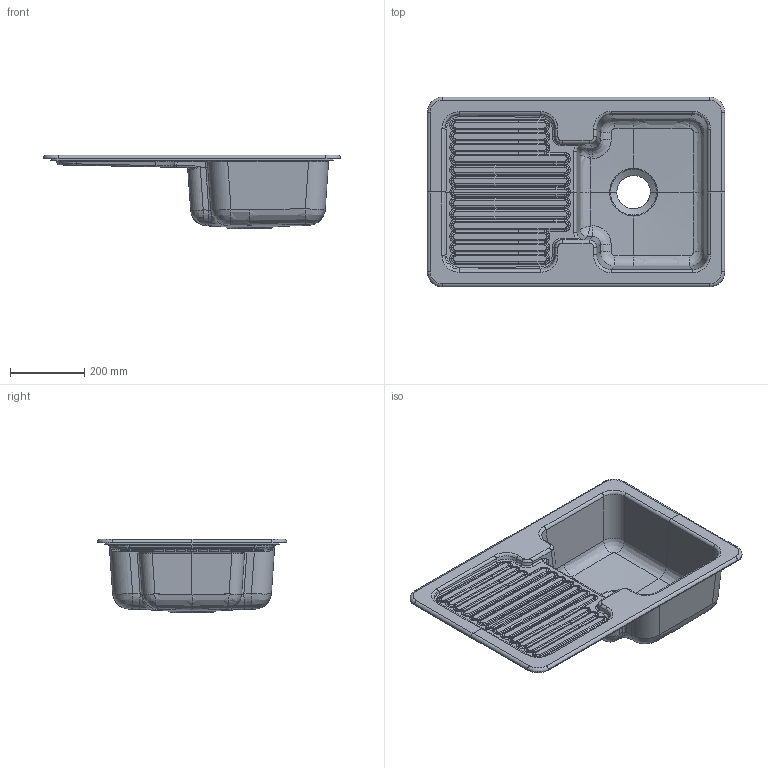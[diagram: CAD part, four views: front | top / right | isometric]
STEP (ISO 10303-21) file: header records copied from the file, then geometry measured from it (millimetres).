
FILE_DESCRIPTION(/* description */ (''),/* implementation_level */ '2;1');
FILE_NAME(/* name */ 'Spuele_6745_Condor_45.stp',/* time_stamp */ '2019-02-20T11:05:41+01:00',/* author */ (''),/* organization */ (''),/* preprocessor_version */ 'ST-DEVELOPER v16',/* originating_system */ 'SIEMENS PLM Software NX 10.0',/* authorisation */ '');
FILE_SCHEMA (('AUTOMOTIVE_DESIGN { 1 0 10303 214 3 1 1 1 }'));
Length unit declared in the file: millimetre
Products named in the file (1): Sier17C06C057nbc
Bounding box: 800.7 x 510.7 x 198 mm (x, y, z)
Volume: 8675266.1 mm3; surface area: 1267958.5 mm2
Topology: 1 solids, 1 shells, 750 faces, 1779 edges, 1036 vertices
Faces by surface type: bspline 374, cylinder 254, plane 86, cone 12, sphere 12, torus 8, extrusion 4
Entity records: 33880 total; most frequent: CARTESIAN_POINT 19756, ORIENTED_EDGE 3542, DIRECTION 2227, EDGE_CURVE 1771, VERTEX_POINT 1036, AXIS2_PLACEMENT_3D 986, EDGE_LOOP 765, B_SPLINE_CURVE_WITH_KNOTS 751
